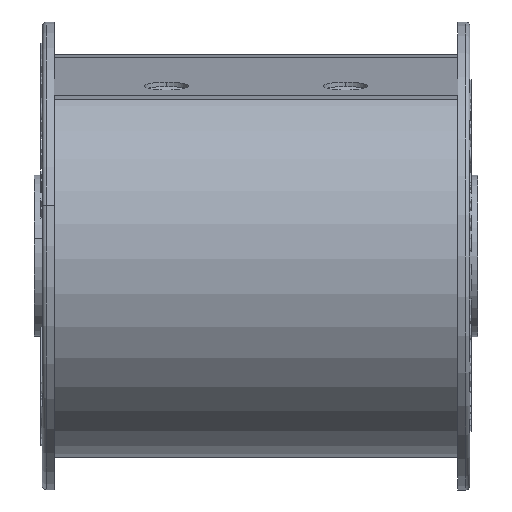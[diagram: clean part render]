
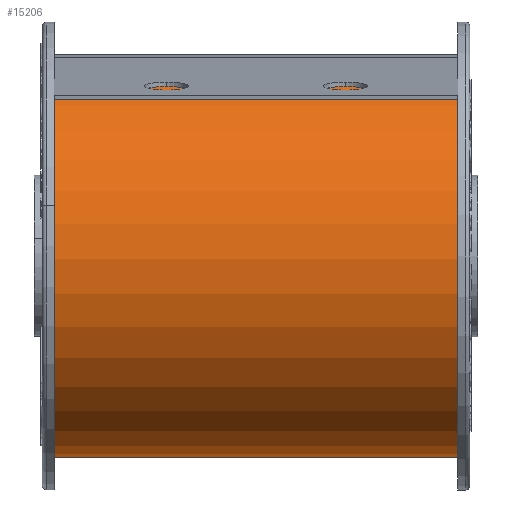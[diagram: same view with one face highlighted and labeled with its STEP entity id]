
A CAD part, left-side view. The second image highlights one B-rep face of the part: STEP entity #15206.
In plain terms, the highlighted cylindrical face has radius 24.674 mm (diameter 49.348 mm), a partial arc.
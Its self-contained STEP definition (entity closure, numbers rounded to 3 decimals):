
#939 = CYLINDRICAL_SURFACE ( 'NONE', #11744, 24.674 ) ;
#1051 = DIRECTION ( 'NONE',  ( 0., 0., -1. ) ) ;
#1808 = CARTESIAN_POINT ( 'NONE',  ( 24.399, 0., 0. ) ) ;
#2946 = EDGE_CURVE ( 'NONE', #18206, #10960, #4436, .T. ) ;
#2985 = CARTESIAN_POINT ( 'NONE',  ( -24.949, 50., 0. ) ) ;
#3558 = EDGE_LOOP ( 'NONE', ( #18569, #10166, #17026, #22738 ) ) ;
#4436 = LINE ( 'NONE', #19273, #17455 ) ;
#4653 = DIRECTION ( 'NONE',  ( 1., 0., 0. ) ) ;
#6097 = VERTEX_POINT ( 'NONE', #19218 ) ;
#6904 = AXIS2_PLACEMENT_3D ( 'NONE', #18358, #13020, #9576 ) ;
#7063 = DIRECTION ( 'NONE',  ( 0., -1., 0. ) ) ;
#7113 = CARTESIAN_POINT ( 'NONE',  ( -0.275, 50., 0. ) ) ;
#7228 = VECTOR ( 'NONE', #19476, 1000. ) ;
#7972 = VERTEX_POINT ( 'NONE', #14411 ) ;
#8484 = AXIS2_PLACEMENT_3D ( 'NONE', #7113, #11770, #4653 ) ;
#9576 = DIRECTION ( 'NONE',  ( 1., 0., 0. ) ) ;
#10166 = ORIENTED_EDGE ( 'NONE', *, *, #2946, .F. ) ;
#10760 = CIRCLE ( 'NONE', #8484, 24.674 ) ;
#10829 = CARTESIAN_POINT ( 'NONE',  ( 24.399, 50., 0. ) ) ;
#10960 = VERTEX_POINT ( 'NONE', #1808 ) ;
#11052 = CIRCLE ( 'NONE', #6904, 24.674 ) ;
#11744 = AXIS2_PLACEMENT_3D ( 'NONE', #20986, #7063, #1051 ) ;
#11770 = DIRECTION ( 'NONE',  ( 0., -1., 0. ) ) ;
#11906 = DIRECTION ( 'NONE',  ( 0., -1., 0. ) ) ;
#13020 = DIRECTION ( 'NONE',  ( 0., -1., 0. ) ) ;
#14411 = CARTESIAN_POINT ( 'NONE',  ( -24.949, 50., 0. ) ) ;
#15206 = ADVANCED_FACE ( 'NONE', ( #17200 ), #939, .T. ) ;
#16756 = EDGE_CURVE ( 'NONE', #7972, #6097, #21368, .T. ) ;
#17026 = ORIENTED_EDGE ( 'NONE', *, *, #21005, .T. ) ;
#17200 = FACE_OUTER_BOUND ( 'NONE', #3558, .T. ) ;
#17455 = VECTOR ( 'NONE', #11906, 1000. ) ;
#17814 = EDGE_CURVE ( 'NONE', #10960, #6097, #11052, .T. ) ;
#18206 = VERTEX_POINT ( 'NONE', #10829 ) ;
#18358 = CARTESIAN_POINT ( 'NONE',  ( -0.275, 0., 0. ) ) ;
#18569 = ORIENTED_EDGE ( 'NONE', *, *, #17814, .F. ) ;
#19218 = CARTESIAN_POINT ( 'NONE',  ( -24.949, 0., 0. ) ) ;
#19273 = CARTESIAN_POINT ( 'NONE',  ( 24.399, 50., 0. ) ) ;
#19476 = DIRECTION ( 'NONE',  ( 0., -1., 0. ) ) ;
#20986 = CARTESIAN_POINT ( 'NONE',  ( -0.275, 50., 0. ) ) ;
#21005 = EDGE_CURVE ( 'NONE', #18206, #7972, #10760, .T. ) ;
#21368 = LINE ( 'NONE', #2985, #7228 ) ;
#22738 = ORIENTED_EDGE ( 'NONE', *, *, #16756, .T. ) ;
